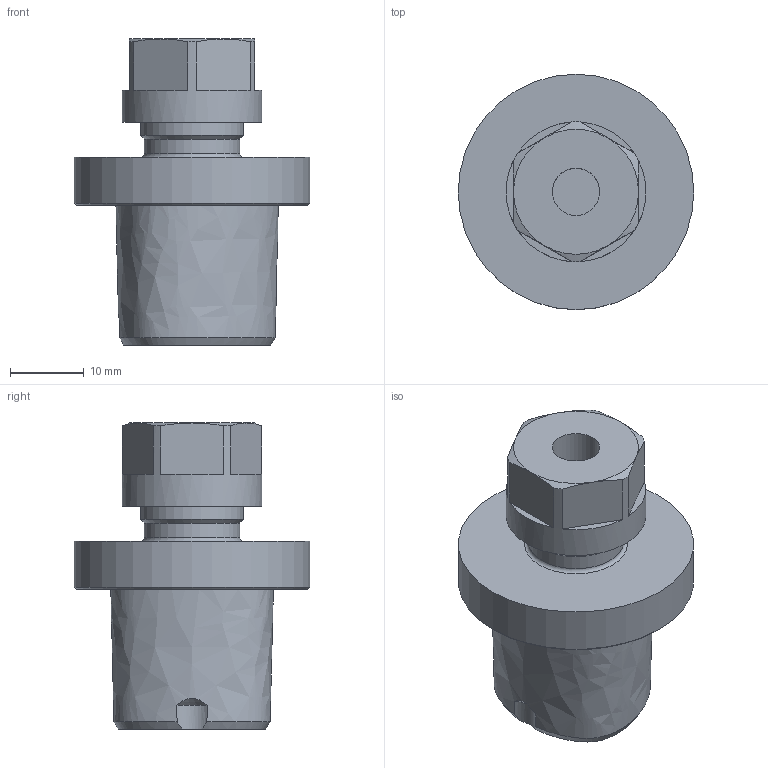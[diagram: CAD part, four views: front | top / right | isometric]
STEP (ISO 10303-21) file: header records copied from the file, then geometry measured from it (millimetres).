
FILE_DESCRIPTION(/* description */ (''),/* implementation_level */ '2;1');
FILE_NAME(/* name */ 'W9991222_stp.stp',/* time_stamp */ '2017-04-26T12:33:10+02:00',/* author */ (''),/* organization */ (''),/* preprocessor_version */ 'ST-DEVELOPER v15',/* originating_system */ 'SIEMENS PLM Software NX 9.0',/* authorisation */ '');
FILE_SCHEMA (('AUTOMOTIVE_DESIGN { 1 0 10303 214 3 1 1 1 }'));
Length unit declared in the file: millimetre
Products named in the file (1): reic1E90F7BC04dc
Bounding box: 32 x 32 x 41.6 mm (x, y, z)
Volume: 14987.5 mm3; surface area: 5071.2 mm2
Topology: 1 solids, 1 shells, 36 faces, 85 edges, 55 vertices
Faces by surface type: plane 18, cone 9, cylinder 6, bspline 2, torus 1
Full cylindrical faces by diameter (mm): 6.442 x1, 13 x1, 14 x1, 19 x1, 32 x1
Entity records: 1927 total; most frequent: CARTESIAN_POINT 1148, DIRECTION 150, ORIENTED_EDGE 144, EDGE_CURVE 72, AXIS2_PLACEMENT_3D 66, VERTEX_POINT 51, EDGE_LOOP 49, ADVANCED_FACE 36
